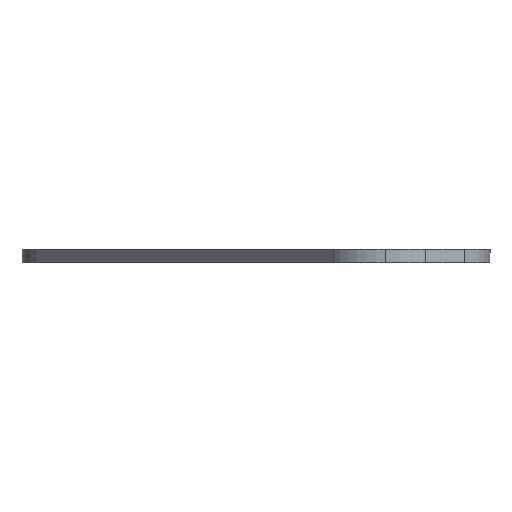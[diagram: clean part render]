
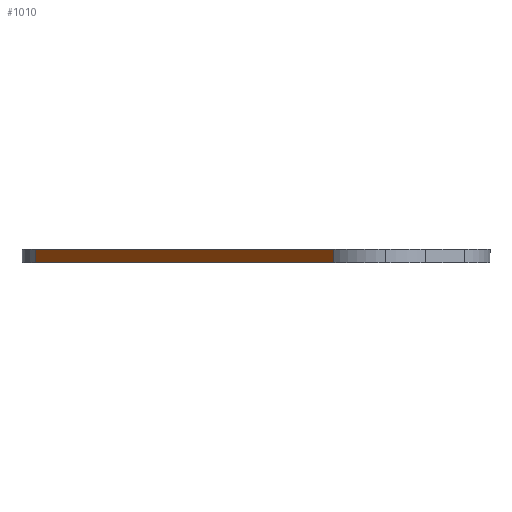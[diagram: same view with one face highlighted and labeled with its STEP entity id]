
A CAD part, left-side view. The second image highlights one B-rep face of the part: STEP entity #1010.
In plain terms, the highlighted planar face has unit normal (-0.609, 0.793, 0).
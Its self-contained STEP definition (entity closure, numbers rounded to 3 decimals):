
#34 = EDGE_CURVE ( 'NONE', #1109, #997, #554, .T. ) ;
#85 = CARTESIAN_POINT ( 'NONE',  ( -29.04, 236.9, 3. ) ) ;
#151 = CARTESIAN_POINT ( 'NONE',  ( -118.09, 168.569, 3. ) ) ;
#161 = VECTOR ( 'NONE', #867, 1000. ) ;
#172 = ORIENTED_EDGE ( 'NONE', *, *, #1159, .F. ) ;
#222 = VERTEX_POINT ( 'NONE', #351 ) ;
#224 = VECTOR ( 'NONE', #413, 1000. ) ;
#231 = DIRECTION ( 'NONE',  ( 0., 0., 1. ) ) ;
#307 = ORIENTED_EDGE ( 'NONE', *, *, #700, .T. ) ;
#351 = CARTESIAN_POINT ( 'NONE',  ( -29.04, 236.9, 3. ) ) ;
#357 = LINE ( 'NONE', #470, #735 ) ;
#358 = VECTOR ( 'NONE', #565, 1000. ) ;
#413 = DIRECTION ( 'NONE',  ( 0., 0., -1. ) ) ;
#470 = CARTESIAN_POINT ( 'NONE',  ( -118.09, 168.569, 3. ) ) ;
#521 = DIRECTION ( 'NONE',  ( 0.609, -0.793, 0. ) ) ;
#546 = CARTESIAN_POINT ( 'NONE',  ( -129.991, 159.438, 0. ) ) ;
#554 = LINE ( 'NONE', #546, #358 ) ;
#565 = DIRECTION ( 'NONE',  ( -0.793, -0.609, 0. ) ) ;
#626 = PLANE ( 'NONE',  #1115 ) ;
#633 = VERTEX_POINT ( 'NONE', #151 ) ;
#700 = EDGE_CURVE ( 'NONE', #997, #633, #357, .T. ) ;
#723 = ORIENTED_EDGE ( 'NONE', *, *, #924, .T. ) ;
#735 = VECTOR ( 'NONE', #231, 1000. ) ;
#835 = CARTESIAN_POINT ( 'NONE',  ( -118.09, 168.569, 0. ) ) ;
#867 = DIRECTION ( 'NONE',  ( -0.793, -0.609, 0. ) ) ;
#884 = LINE ( 'NONE', #1192, #161 ) ;
#924 = EDGE_CURVE ( 'NONE', #222, #1109, #1136, .T. ) ;
#957 = DIRECTION ( 'NONE',  ( 0.793, 0.609, 0. ) ) ;
#997 = VERTEX_POINT ( 'NONE', #835 ) ;
#1010 = ADVANCED_FACE ( 'NONE', ( #1264 ), #626, .F. ) ;
#1046 = CARTESIAN_POINT ( 'NONE',  ( -129.991, 159.438, 3. ) ) ;
#1109 = VERTEX_POINT ( 'NONE', #1306 ) ;
#1115 = AXIS2_PLACEMENT_3D ( 'NONE', #1046, #521, #957 ) ;
#1136 = LINE ( 'NONE', #85, #224 ) ;
#1155 = ORIENTED_EDGE ( 'NONE', *, *, #34, .T. ) ;
#1159 = EDGE_CURVE ( 'NONE', #222, #633, #884, .T. ) ;
#1192 = CARTESIAN_POINT ( 'NONE',  ( -129.991, 159.438, 3. ) ) ;
#1264 = FACE_OUTER_BOUND ( 'NONE', #1270, .T. ) ;
#1270 = EDGE_LOOP ( 'NONE', ( #172, #723, #1155, #307 ) ) ;
#1306 = CARTESIAN_POINT ( 'NONE',  ( -29.04, 236.9, 0. ) ) ;
